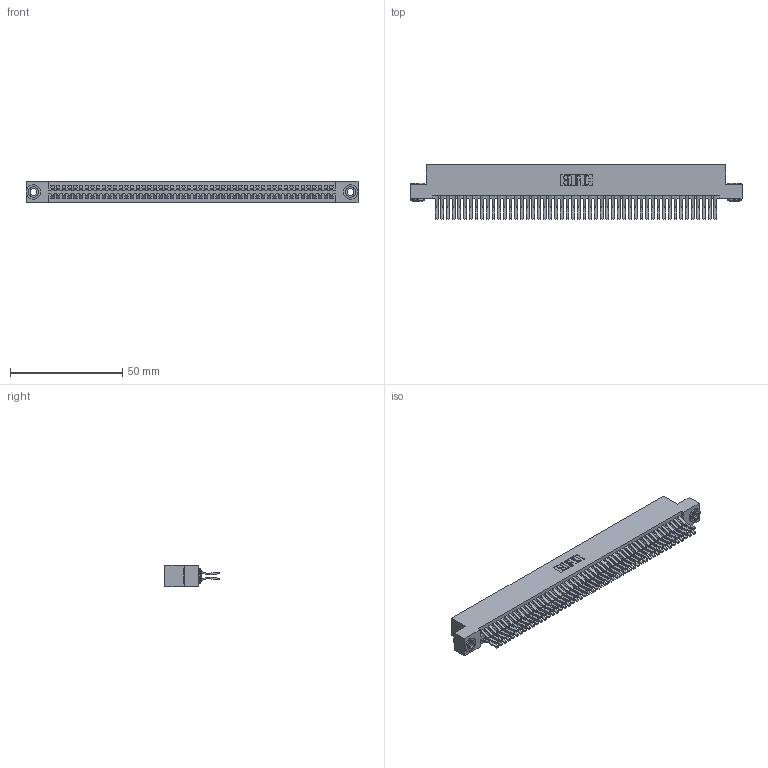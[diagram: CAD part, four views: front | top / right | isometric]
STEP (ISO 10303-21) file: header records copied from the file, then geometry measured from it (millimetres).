
FILE_DESCRIPTION (( 'STEP AP203' ), '1' );
FILE_NAME ('395-100-560-203.STEP', '2018-11-30T04:31:02', ( '' ), ( '' ), 'SwSTEP 2.0', 'SolidWorks 2016', '' );
FILE_SCHEMA (( 'CONFIG_CONTROL_DESIGN' ));
Length unit declared in the file: inch
Products named in the file (4): 345-250-002_345-250-002-102; 395-100-560-203; 345-292-001_560 Tail; 345 Part_Flush Mounting Lugs - 0.156 Dia-TH
Assembly tree (103 placements, depth 2):
  395-100-560-203
    345 Part_Flush Mounting Lugs - 0.156 Dia-TH
    345-292-001_560 Tail  x100
    345-250-002_345-250-002-102  x2
Bounding box: 148.21 x 24.45 x 9.4 mm (x, y, z)
Volume: 15146.3 mm3; surface area: 24434.4 mm2
Topology: 103 solids, 103 shells, 5364 faces, 15917 edges, 10474 vertices
Faces by surface type: plane 3390, cylinder 1966, cone 8
Entity records: 38892 total; most frequent: CARTESIAN_POINT 6487, ORIENTED_EDGE 6414, DIRECTION 5745, EDGE_CURVE 3207, VECTOR 2847, LINE 2847, VERTEX_POINT 2134, AXIS2_PLACEMENT_3D 1449
